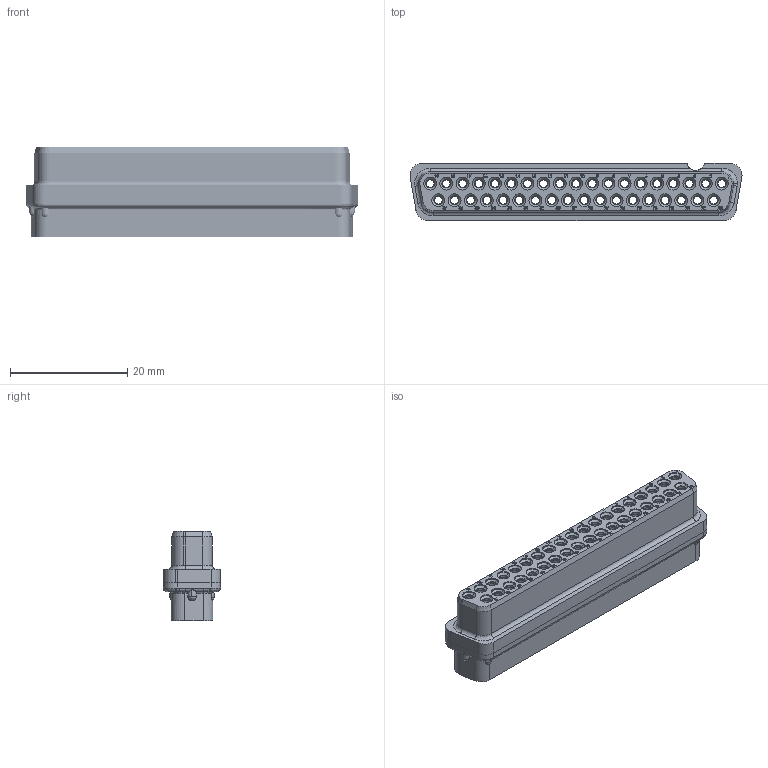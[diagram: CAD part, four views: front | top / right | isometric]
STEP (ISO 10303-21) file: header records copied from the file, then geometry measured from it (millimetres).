
FILE_DESCRIPTION (( 'STEP AP214' ), '1' );
FILE_NAME ('211-FS37-HV-SX.STEP', '2015-03-30T10:16:02', ( '' ), ( '' ), 'SwSTEP 2.0', 'SolidWorks 2014', '' );
FILE_SCHEMA (( 'AUTOMOTIVE_DESIGN' ));
Length unit declared in the file: millimetre
Products named in the file (1): 211-FS37-HV-SX
Bounding box: 56.59 x 9.75 x 15.28 mm (x, y, z)
Volume: 4255.9 mm3; surface area: 9357.5 mm2
Topology: 39 solids, 39 shells, 4727 faces, 13524 edges, 9010 vertices
Faces by surface type: plane 2005, bspline 1467, cylinder 1093, cone 162
Entity records: 266227 total; most frequent: CARTESIAN_POINT 100938, ORIENTED_EDGE 27044, DIRECTION 18295, EDGE_CURVE 13522, VERTEX_POINT 9010, LINE 6433, VECTOR 6433, AXIS2_PLACEMENT_3D 5931
